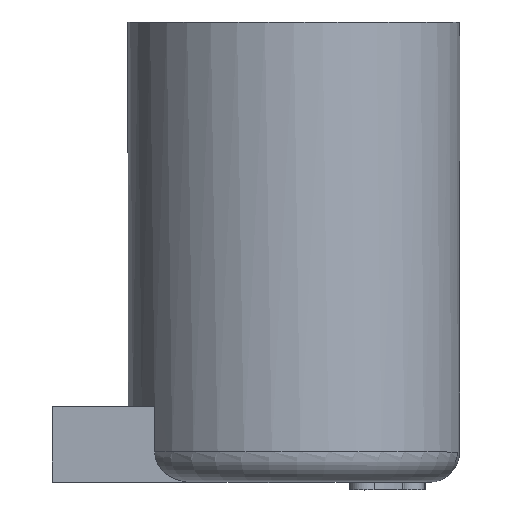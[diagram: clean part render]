
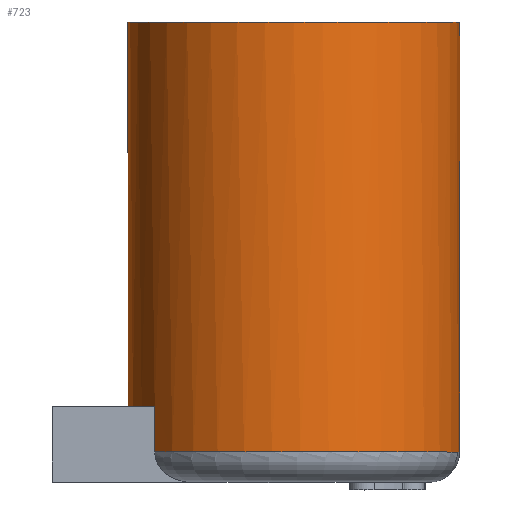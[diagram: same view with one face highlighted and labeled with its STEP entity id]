
A CAD part, top view. The second image highlights one B-rep face of the part: STEP entity #723.
In plain terms, the highlighted cylindrical face has radius 110 mm (diameter 220 mm), a full revolution.
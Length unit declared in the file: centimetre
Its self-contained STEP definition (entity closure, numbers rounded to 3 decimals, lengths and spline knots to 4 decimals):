
#36=CYLINDRICAL_SURFACE('',#814,11.);
#60=FACE_BOUND('',#179,.T.);
#112=FACE_OUTER_BOUND('',#178,.T.);
#178=EDGE_LOOP('',(#594));
#179=EDGE_LOOP('',(#595,#596,#597,#598));
#256=LINE('',#1287,#278);
#257=LINE('',#1290,#279);
#278=VECTOR('',#1009,3.);
#279=VECTOR('',#1012,3.);
#316=CIRCLE('',#813,11.);
#317=CIRCLE('',#815,11.);
#318=CIRCLE('',#816,11.);
#381=VERTEX_POINT('',#1244);
#382=VERTEX_POINT('',#1245);
#383=VERTEX_POINT('',#1284);
#384=VERTEX_POINT('',#1286);
#385=VERTEX_POINT('',#1288);
#462=EDGE_CURVE('',#381,#382,#316,.T.);
#465=EDGE_CURVE('',#383,#383,#317,.T.);
#466=EDGE_CURVE('',#381,#384,#256,.T.);
#467=EDGE_CURVE('',#384,#385,#318,.T.);
#468=EDGE_CURVE('',#382,#385,#257,.T.);
#594=ORIENTED_EDGE('',*,*,#465,.F.);
#595=ORIENTED_EDGE('',*,*,#462,.F.);
#596=ORIENTED_EDGE('',*,*,#466,.T.);
#597=ORIENTED_EDGE('',*,*,#467,.T.);
#598=ORIENTED_EDGE('',*,*,#468,.F.);
#723=ADVANCED_FACE('',(#112,#60),#36,.T.);
#813=AXIS2_PLACEMENT_3D('',#1246,#1003,#1004);
#814=AXIS2_PLACEMENT_3D('',#1283,#1005,#1006);
#815=AXIS2_PLACEMENT_3D('',#1285,#1007,#1008);
#816=AXIS2_PLACEMENT_3D('',#1289,#1010,#1011);
#1003=DIRECTION('center_axis',(0.,-1.,0.));
#1004=DIRECTION('ref_axis',(0.,0.,-1.));
#1005=DIRECTION('center_axis',(0.,1.,0.));
#1006=DIRECTION('ref_axis',(0.,0.,-1.));
#1007=DIRECTION('center_axis',(0.,1.,0.));
#1008=DIRECTION('ref_axis',(0.,0.,1.));
#1009=DIRECTION('',(0.,1.,0.));
#1010=DIRECTION('center_axis',(0.,1.,0.));
#1011=DIRECTION('ref_axis',(-0.838,0.,-0.545));
#1012=DIRECTION('',(0.,1.,0.));
#1244=CARTESIAN_POINT('',(-9.2195,2.,-6.));
#1245=CARTESIAN_POINT('',(-9.2195,2.,6.));
#1246=CARTESIAN_POINT('Origin',(0.,2.,0.));
#1283=CARTESIAN_POINT('Origin',(0.,0.,0.));
#1284=CARTESIAN_POINT('',(0.,30.5,-11.));
#1285=CARTESIAN_POINT('Origin',(0.,30.5,0.));
#1286=CARTESIAN_POINT('',(-9.2195,5.,-6.));
#1287=CARTESIAN_POINT('',(-9.2195,2.,-6.));
#1288=CARTESIAN_POINT('',(-9.2195,5.,6.));
#1289=CARTESIAN_POINT('Origin',(0.,5.,0.));
#1290=CARTESIAN_POINT('',(-9.2195,2.,6.));
